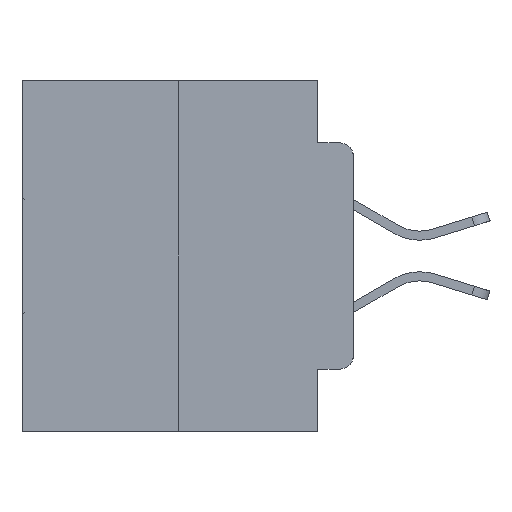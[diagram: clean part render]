
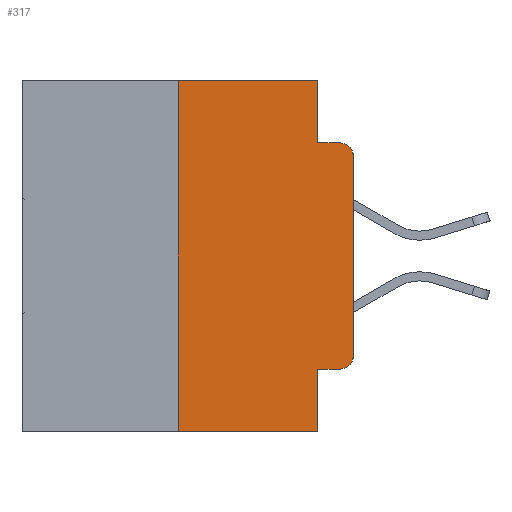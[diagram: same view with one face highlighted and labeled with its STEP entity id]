
A CAD part, left-side view. The second image highlights one B-rep face of the part: STEP entity #317.
In plain terms, the highlighted planar face has unit normal (-1, 0, 0).
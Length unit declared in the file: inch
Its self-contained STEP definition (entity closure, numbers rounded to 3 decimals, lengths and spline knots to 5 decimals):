
#317 = ADVANCED_FACE ( 'NONE', ( #4689 ), #7343, .F. ) ;
#513 = VECTOR ( 'NONE', #6892, 39.37008 ) ;
#766 = VECTOR ( 'NONE', #10512, 39.37008 ) ;
#1759 = LINE ( 'NONE', #14501, #19602 ) ;
#2083 = CARTESIAN_POINT ( 'NONE',  ( 0., 0.02, -0.3915 ) ) ;
#2499 = EDGE_CURVE ( 'NONE', #12196, #17581, #22848, .T. ) ;
#2777 = LINE ( 'NONE', #27011, #20574 ) ;
#3648 = CARTESIAN_POINT ( 'NONE',  ( 0., 0.051, 0. ) ) ;
#4067 = VECTOR ( 'NONE', #5457, 39.37008 ) ;
#4205 = ORIENTED_EDGE ( 'NONE', *, *, #8118, .F. ) ;
#4455 = DIRECTION ( 'NONE',  ( 0., 0., -1. ) ) ;
#4563 = VECTOR ( 'NONE', #24486, 39.37008 ) ;
#4689 = FACE_OUTER_BOUND ( 'NONE', #7858, .T. ) ;
#4995 = CARTESIAN_POINT ( 'NONE',  ( 0., 0.473, 0. ) ) ;
#5457 = DIRECTION ( 'NONE',  ( 0., 0., 1. ) ) ;
#6022 = CARTESIAN_POINT ( 'NONE',  ( 0., 0.051, 0. ) ) ;
#6892 = DIRECTION ( 'NONE',  ( 0., 0., 1. ) ) ;
#7343 = PLANE ( 'NONE',  #18814 ) ;
#7415 = CARTESIAN_POINT ( 'NONE',  ( 0., 0.051, -0.0885 ) ) ;
#7858 = EDGE_LOOP ( 'NONE', ( #17050, #16492, #18691, #22014, #27673, #14560, #12917, #4205, #18735, #23738 ) ) ;
#8086 = VECTOR ( 'NONE', #14645, 39.37008 ) ;
#8118 = EDGE_CURVE ( 'NONE', #13791, #23357, #1759, .T. ) ;
#8454 = LINE ( 'NONE', #21994, #766 ) ;
#9423 = VERTEX_POINT ( 'NONE', #7415 ) ;
#9631 = DIRECTION ( 'NONE',  ( -1., 0., 0. ) ) ;
#9699 = DIRECTION ( 'NONE',  ( 0., 0., -1. ) ) ;
#10512 = DIRECTION ( 'NONE',  ( 0., -1., 0. ) ) ;
#10967 = DIRECTION ( 'NONE',  ( 0., -1., 0. ) ) ;
#11626 = CARTESIAN_POINT ( 'NONE',  ( 0., 0., -0.1085 ) ) ;
#11673 = DIRECTION ( 'NONE',  ( 0., -1., 0. ) ) ;
#11848 = CIRCLE ( 'NONE', #12744, 0.02 ) ;
#12196 = VERTEX_POINT ( 'NONE', #11626 ) ;
#12488 = CARTESIAN_POINT ( 'NONE',  ( 0., 0.25, 0. ) ) ;
#12744 = AXIS2_PLACEMENT_3D ( 'NONE', #2083, #18367, #4455 ) ;
#12917 = ORIENTED_EDGE ( 'NONE', *, *, #19877, .T. ) ;
#13247 = CARTESIAN_POINT ( 'NONE',  ( 0., 0.25, -0.5 ) ) ;
#13369 = EDGE_CURVE ( 'NONE', #17419, #21949, #8454, .T. ) ;
#13538 = CARTESIAN_POINT ( 'NONE',  ( 0., 0.25, 0. ) ) ;
#13639 = LINE ( 'NONE', #16148, #513 ) ;
#13791 = VERTEX_POINT ( 'NONE', #19082 ) ;
#14125 = CARTESIAN_POINT ( 'NONE',  ( 0., 0.02, -0.0885 ) ) ;
#14501 = CARTESIAN_POINT ( 'NONE',  ( 0., 0.051, 0. ) ) ;
#14560 = ORIENTED_EDGE ( 'NONE', *, *, #28174, .F. ) ;
#14645 = DIRECTION ( 'NONE',  ( 0., -1., 0. ) ) ;
#15316 = VERTEX_POINT ( 'NONE', #13247 ) ;
#15856 = LINE ( 'NONE', #25424, #27939 ) ;
#15978 = EDGE_CURVE ( 'NONE', #13791, #29205, #2777, .T. ) ;
#16148 = CARTESIAN_POINT ( 'NONE',  ( 0., 0., 0. ) ) ;
#16427 = LINE ( 'NONE', #12488, #4067 ) ;
#16492 = ORIENTED_EDGE ( 'NONE', *, *, #2499, .T. ) ;
#16684 = CARTESIAN_POINT ( 'NONE',  ( 0., 0.02, -0.4115 ) ) ;
#17050 = ORIENTED_EDGE ( 'NONE', *, *, #26300, .T. ) ;
#17419 = VERTEX_POINT ( 'NONE', #13538 ) ;
#17456 = EDGE_CURVE ( 'NONE', #29205, #19110, #11848, .T. ) ;
#17535 = EDGE_CURVE ( 'NONE', #9423, #17581, #15856, .T. ) ;
#17581 = VERTEX_POINT ( 'NONE', #14125 ) ;
#18367 = DIRECTION ( 'NONE',  ( -1., 0., 0. ) ) ;
#18378 = LINE ( 'NONE', #6022, #4563 ) ;
#18691 = ORIENTED_EDGE ( 'NONE', *, *, #17535, .F. ) ;
#18735 = ORIENTED_EDGE ( 'NONE', *, *, #15978, .T. ) ;
#18814 = AXIS2_PLACEMENT_3D ( 'NONE', #4995, #27911, #9699 ) ;
#19082 = CARTESIAN_POINT ( 'NONE',  ( 0., 0.051, -0.4115 ) ) ;
#19110 = VERTEX_POINT ( 'NONE', #20011 ) ;
#19602 = VECTOR ( 'NONE', #21448, 39.37008 ) ;
#19877 = EDGE_CURVE ( 'NONE', #15316, #23357, #26426, .T. ) ;
#20011 = CARTESIAN_POINT ( 'NONE',  ( 0., 0., -0.3915 ) ) ;
#20574 = VECTOR ( 'NONE', #10967, 39.37008 ) ;
#21448 = DIRECTION ( 'NONE',  ( 0., 0., -1. ) ) ;
#21949 = VERTEX_POINT ( 'NONE', #3648 ) ;
#21994 = CARTESIAN_POINT ( 'NONE',  ( 0., 0.473, 0. ) ) ;
#22014 = ORIENTED_EDGE ( 'NONE', *, *, #25499, .F. ) ;
#22487 = AXIS2_PLACEMENT_3D ( 'NONE', #23426, #9631, #25690 ) ;
#22848 = CIRCLE ( 'NONE', #22487, 0.02 ) ;
#23357 = VERTEX_POINT ( 'NONE', #24883 ) ;
#23426 = CARTESIAN_POINT ( 'NONE',  ( 0., 0.02, -0.1085 ) ) ;
#23738 = ORIENTED_EDGE ( 'NONE', *, *, #17456, .T. ) ;
#24486 = DIRECTION ( 'NONE',  ( 0., 0., -1. ) ) ;
#24883 = CARTESIAN_POINT ( 'NONE',  ( 0., 0.051, -0.5 ) ) ;
#25424 = CARTESIAN_POINT ( 'NONE',  ( 0., 0.051, -0.0885 ) ) ;
#25499 = EDGE_CURVE ( 'NONE', #21949, #9423, #18378, .T. ) ;
#25690 = DIRECTION ( 'NONE',  ( 0., 0., -1. ) ) ;
#26034 = CARTESIAN_POINT ( 'NONE',  ( 0., 0.473, -0.5 ) ) ;
#26300 = EDGE_CURVE ( 'NONE', #19110, #12196, #13639, .T. ) ;
#26426 = LINE ( 'NONE', #26034, #8086 ) ;
#27011 = CARTESIAN_POINT ( 'NONE',  ( 0., 0.051, -0.4115 ) ) ;
#27673 = ORIENTED_EDGE ( 'NONE', *, *, #13369, .F. ) ;
#27911 = DIRECTION ( 'NONE',  ( 1., 0., 0. ) ) ;
#27939 = VECTOR ( 'NONE', #11673, 39.37008 ) ;
#28174 = EDGE_CURVE ( 'NONE', #15316, #17419, #16427, .T. ) ;
#29205 = VERTEX_POINT ( 'NONE', #16684 ) ;
